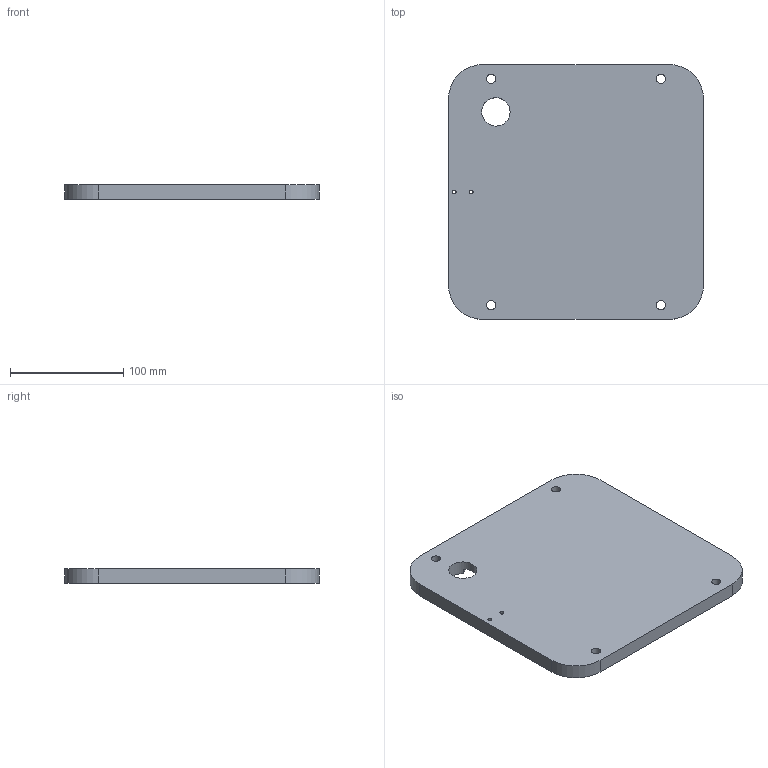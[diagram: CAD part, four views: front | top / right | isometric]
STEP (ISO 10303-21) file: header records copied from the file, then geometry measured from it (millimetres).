
FILE_DESCRIPTION((''),'2;1');
FILE_NAME('bed.ipt.step','2013-10-18T14:31:25',(''),(''),'Autodesk Inventor 2013','Autodesk Inventor 2013','');
FILE_SCHEMA(('AUTOMOTIVE_DESIGN { 1 0 10303 214 1 1 1 1 }'));
Length unit declared in the file: millimetre
Products named in the file (1): bed
Bounding box: 225 x 225 x 12.7 mm (x, y, z)
Volume: 551732.7 mm3; surface area: 113300.4 mm2
Topology: 1 solids, 1 shells, 25 faces, 64 edges, 43 vertices
Faces by surface type: cylinder 15, plane 10
Full cylindrical faces by diameter (mm): 3.4 x2, 6.5 x2, 8.1 x4, 25 x1
Entity records: 770 total; most frequent: DIRECTION 138, CARTESIAN_POINT 120, ORIENTED_EDGE 106, AXIS2_PLACEMENT_3D 59, EDGE_CURVE 53, EDGE_LOOP 50, VERTEX_POINT 41, CIRCLE 33
